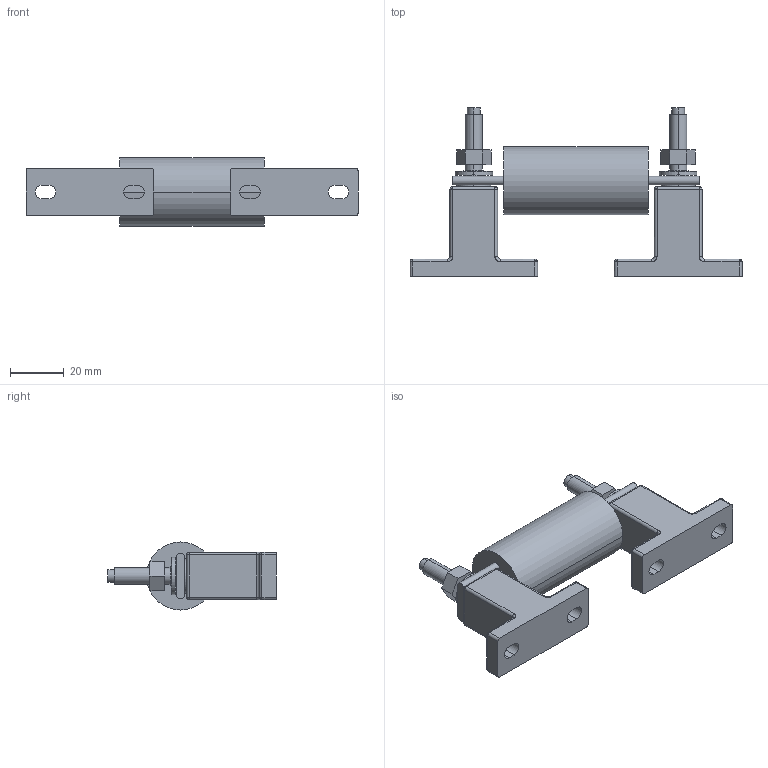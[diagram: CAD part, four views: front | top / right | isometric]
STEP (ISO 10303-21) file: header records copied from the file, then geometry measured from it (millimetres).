
FILE_DESCRIPTION (( 'STEP AP214' ), '1' );
FILE_NAME ('mainfuseassy.STEP', '2019-10-12T14:41:25', ( '' ), ( '' ), 'SwSTEP 2.0', 'SolidWorks 2017', '' );
FILE_SCHEMA (( 'AUTOMOTIVE_DESIGN' ));
Length unit declared in the file: inch
Products named in the file (3): mainfuseholder; 100Afuse; mainfuseassy
Assembly tree (3 placements, depth 2):
  mainfuseassy
    mainfuseholder  x2
    100Afuse
Bounding box: 123.86 x 62.87 x 25.4 mm (x, y, z)
Volume: 58694.2 mm3; surface area: 18560.6 mm2
Topology: 5 solids, 7 shells, 198 faces, 460 edges, 276 vertices
Faces by surface type: cylinder 92, plane 66, bspline 32, cone 8
Entity records: 4662 total; most frequent: CARTESIAN_POINT 841, DIRECTION 565, ORIENTED_EDGE 506, EDGE_CURVE 253, AXIS2_PLACEMENT_3D 216, VERTEX_POINT 156, LINE 133, VECTOR 133
